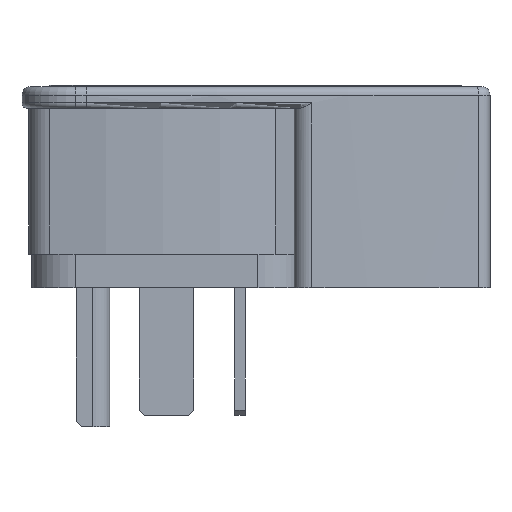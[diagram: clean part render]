
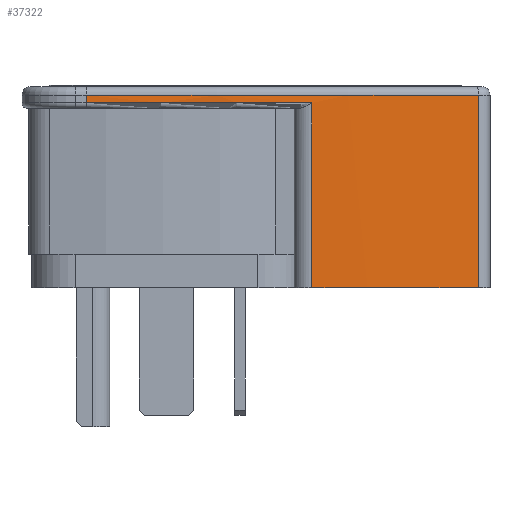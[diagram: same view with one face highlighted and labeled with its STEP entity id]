
A CAD part, left-side view. The second image highlights one B-rep face of the part: STEP entity #37322.
In plain terms, the highlighted cylindrical face has radius 762.247 mm (diameter 1524.49 mm), a partial arc.
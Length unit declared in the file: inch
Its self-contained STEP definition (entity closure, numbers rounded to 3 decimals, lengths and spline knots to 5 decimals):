
#1834 = EDGE_CURVE ( 'NONE', #84998, #106890, #26939, .T. ) ;
#3650 = AXIS2_PLACEMENT_3D ( 'NONE', #9006, #28351, #97644 ) ;
#9006 = CARTESIAN_POINT ( 'NONE',  ( 28.62572, 0.5, 1.725 ) ) ;
#9950 = CARTESIAN_POINT ( 'NONE',  ( -1.1597, -3.16225, 1.875 ) ) ;
#10061 = ORIENTED_EDGE ( 'NONE', *, *, #77914, .T. ) ;
#11364 = LINE ( 'NONE', #9950, #22145 ) ;
#14479 = VERTEX_POINT ( 'NONE', #123107 ) ;
#15128 = CIRCLE ( 'NONE', #3650, 30.00972 ) ;
#17563 = VERTEX_POINT ( 'NONE', #38146 ) ;
#22145 = VECTOR ( 'NONE', #59354, 39.37008 ) ;
#23642 = VECTOR ( 'NONE', #85177, 39.37008 ) ;
#23657 = CYLINDRICAL_SURFACE ( 'NONE', #127808, 30.00972 ) ;
#23663 = DIRECTION ( 'NONE',  ( 0., 0., -1. ) ) ;
#26939 = LINE ( 'NONE', #61931, #50020 ) ;
#27790 = AXIS2_PLACEMENT_3D ( 'NONE', #89363, #50152, #109572 ) ;
#28351 = DIRECTION ( 'NONE',  ( 0., 0., 1. ) ) ;
#33021 = CARTESIAN_POINT ( 'NONE',  ( -1.30987, -1.60796, 0. ) ) ;
#37322 = ADVANCED_FACE ( 'NONE', ( #72864 ), #23657, .T. ) ;
#38146 = CARTESIAN_POINT ( 'NONE',  ( -1.384, 0.5, 1.797 ) ) ;
#38750 = EDGE_LOOP ( 'NONE', ( #106060, #10061, #38823, #89526, #89990, #62185 ) ) ;
#38823 = ORIENTED_EDGE ( 'NONE', *, *, #43412, .T. ) ;
#40156 = DIRECTION ( 'NONE',  ( 1., 0., 0. ) ) ;
#41841 = AXIS2_PLACEMENT_3D ( 'NONE', #58673, #99147, #40156 ) ;
#43412 = EDGE_CURVE ( 'NONE', #96737, #84998, #15128, .T. ) ;
#50020 = VECTOR ( 'NONE', #23663, 39.37008 ) ;
#50152 = DIRECTION ( 'NONE',  ( 0., 0., 1. ) ) ;
#58673 = CARTESIAN_POINT ( 'NONE',  ( 28.62572, 0.5, 1.797 ) ) ;
#59354 = DIRECTION ( 'NONE',  ( 0., 0., -1. ) ) ;
#59739 = CARTESIAN_POINT ( 'NONE',  ( 28.62572, 0.5, 1.875 ) ) ;
#61931 = CARTESIAN_POINT ( 'NONE',  ( -1.30987, -1.60796, 0.312 ) ) ;
#62185 = ORIENTED_EDGE ( 'NONE', *, *, #74085, .F. ) ;
#68733 = CARTESIAN_POINT ( 'NONE',  ( -1.1597, -3.16225, 1.797 ) ) ;
#68821 = DIRECTION ( 'NONE',  ( -1., 0., 0. ) ) ;
#69384 = VERTEX_POINT ( 'NONE', #68733 ) ;
#72864 = FACE_OUTER_BOUND ( 'NONE', #38750, .T. ) ;
#74085 = EDGE_CURVE ( 'NONE', #69384, #14479, #11364, .T. ) ;
#77877 = CIRCLE ( 'NONE', #41841, 30.00972 ) ;
#77914 = EDGE_CURVE ( 'NONE', #17563, #96737, #100547, .T. ) ;
#78748 = DIRECTION ( 'NONE',  ( 0., 0., -1. ) ) ;
#84374 = EDGE_CURVE ( 'NONE', #69384, #17563, #77877, .T. ) ;
#84998 = VERTEX_POINT ( 'NONE', #96915 ) ;
#85177 = DIRECTION ( 'NONE',  ( 0., 0., -1. ) ) ;
#86431 = CARTESIAN_POINT ( 'NONE',  ( -1.384, 0.5, 1.725 ) ) ;
#89363 = CARTESIAN_POINT ( 'NONE',  ( 28.62572, 0.5, 0. ) ) ;
#89526 = ORIENTED_EDGE ( 'NONE', *, *, #1834, .T. ) ;
#89990 = ORIENTED_EDGE ( 'NONE', *, *, #115962, .T. ) ;
#93877 = CARTESIAN_POINT ( 'NONE',  ( -1.384, 0.5, 1.875 ) ) ;
#96737 = VERTEX_POINT ( 'NONE', #86431 ) ;
#96915 = CARTESIAN_POINT ( 'NONE',  ( -1.30987, -1.60796, 1.725 ) ) ;
#97644 = DIRECTION ( 'NONE',  ( -1., 0., 0. ) ) ;
#99147 = DIRECTION ( 'NONE',  ( 0., 0., -1. ) ) ;
#100547 = LINE ( 'NONE', #93877, #23642 ) ;
#105457 = CIRCLE ( 'NONE', #27790, 30.00972 ) ;
#106060 = ORIENTED_EDGE ( 'NONE', *, *, #84374, .T. ) ;
#106890 = VERTEX_POINT ( 'NONE', #33021 ) ;
#109572 = DIRECTION ( 'NONE',  ( 1., 0., 0. ) ) ;
#115962 = EDGE_CURVE ( 'NONE', #106890, #14479, #105457, .T. ) ;
#123107 = CARTESIAN_POINT ( 'NONE',  ( -1.1597, -3.16225, 0. ) ) ;
#127808 = AXIS2_PLACEMENT_3D ( 'NONE', #59739, #78748, #68821 ) ;
